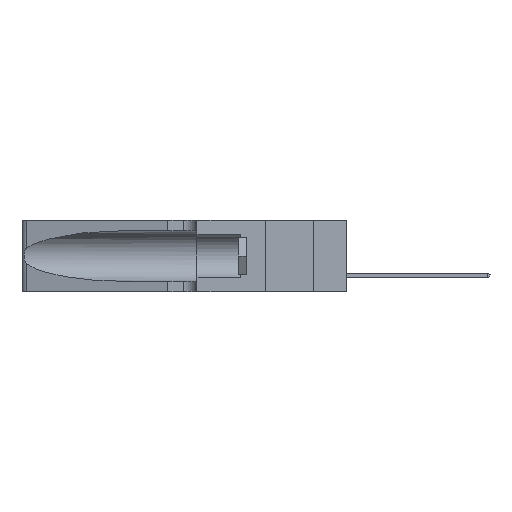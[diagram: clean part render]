
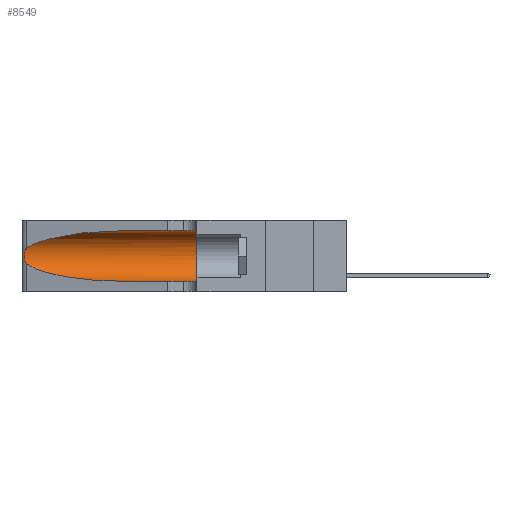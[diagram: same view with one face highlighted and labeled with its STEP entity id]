
A CAD part, left-side view. The second image highlights one B-rep face of the part: STEP entity #8549.
In plain terms, the highlighted cylindrical face has radius 3.308 mm (diameter 6.617 mm), a partial arc.
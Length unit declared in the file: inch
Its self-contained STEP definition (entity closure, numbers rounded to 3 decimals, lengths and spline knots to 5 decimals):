
#344 = CARTESIAN_POINT ( 'NONE',  ( 0.1305, 0.35, 0.31525 ) ) ;
#459 = CARTESIAN_POINT ( 'NONE',  ( 0.1305, 0.72297, 0.31525 ) ) ;
#827 = CARTESIAN_POINT ( 'NONE',  ( 0.25555, 1.22993, 0.14849 ) ) ;
#1038 = EDGE_CURVE ( 'NONE', #30402, #11278, #18301, .T. ) ;
#1259 = CARTESIAN_POINT ( 'NONE',  ( 0.2373, 1.15595, 0.08982 ) ) ;
#1607 = CARTESIAN_POINT ( 'NONE',  ( 0.1305, 0.35, 0.05475 ) ) ;
#1753 = CARTESIAN_POINT ( 'NONE',  ( 0.25487, 1.22718, 0.14631 ) ) ;
#2122 = EDGE_CURVE ( 'NONE', #16233, #30402, #30066, .T. ) ;
#2389 = LINE ( 'NONE', #29916, #18299 ) ;
#4423 = FACE_OUTER_BOUND ( 'NONE', #9710, .T. ) ;
#4487 =( BOUNDED_CURVE ( )  B_SPLINE_CURVE ( 3, ( #459, #26248, #4954, #16961 ),
 .UNSPECIFIED., .F., .F. ) 
 B_SPLINE_CURVE_WITH_KNOTS ( ( 4, 4 ),
 ( 1.5708, 2.84003 ),
 .UNSPECIFIED. ) 
 CURVE ( )  GEOMETRIC_REPRESENTATION_ITEM ( )  RATIONAL_B_SPLINE_CURVE ( ( 1., 0.87, 0.87, 1. ) ) 
 REPRESENTATION_ITEM ( '' )  );
#4954 = CARTESIAN_POINT ( 'NONE',  ( 0.2373, 1.15595, 0.28018 ) ) ;
#5046 = CARTESIAN_POINT ( 'NONE',  ( 0.1305, 0.35, 0.185 ) ) ;
#5490 = B_SPLINE_CURVE_WITH_KNOTS ( 'NONE', 3,
 ( #26739, #28824, #17026, #16921, #12391, #24035, #26424, #17120, #12597, #29141, #14956, #7618, #827, #28931 ),
 .UNSPECIFIED., .F., .F.,
 ( 4, 2, 2, 2, 2, 2, 4 ),
 ( 0., 0.00027, 0.00053, 0.00107, 0.0016, 0.00187, 0.00214 ),
 .UNSPECIFIED. ) ;
#6106 = EDGE_CURVE ( 'NONE', #16233, #6731, #4487, .T. ) ;
#6722 = EDGE_CURVE ( 'NONE', #6731, #16567, #5490, .T. ) ;
#6731 = VERTEX_POINT ( 'NONE', #21669 ) ;
#7018 = CYLINDRICAL_SURFACE ( 'NONE', #7398, 0.13025 ) ;
#7398 = AXIS2_PLACEMENT_3D ( 'NONE', #19023, #18922, #9727 ) ;
#7488 = ORIENTED_EDGE ( 'NONE', *, *, #13005, .T. ) ;
#7618 = CARTESIAN_POINT ( 'NONE',  ( 0.25639, 1.23186, 0.15144 ) ) ;
#8549 = ADVANCED_FACE ( 'NONE', ( #4423 ), #7018, .F. ) ;
#9710 = EDGE_LOOP ( 'NONE', ( #20549, #18840, #27348, #7488, #16188, #13281 ) ) ;
#9727 = DIRECTION ( 'NONE',  ( 0., 0., -1. ) ) ;
#10951 =( BOUNDED_CURVE ( )  B_SPLINE_CURVE ( 3, ( #26890, #1259, #29488, #12848 ),
 .UNSPECIFIED., .F., .F. ) 
 B_SPLINE_CURVE_WITH_KNOTS ( ( 4, 4 ),
 ( 3.44316, 4.71239 ),
 .UNSPECIFIED. ) 
 CURVE ( )  GEOMETRIC_REPRESENTATION_ITEM ( )  RATIONAL_B_SPLINE_CURVE ( ( 1., 0.87, 0.87, 1. ) ) 
 REPRESENTATION_ITEM ( '' )  );
#11258 = DIRECTION ( 'NONE',  ( 0., 0., 1. ) ) ;
#11278 = VERTEX_POINT ( 'NONE', #1607 ) ;
#11379 = DIRECTION ( 'NONE',  ( 0., -1., 0. ) ) ;
#12186 = CARTESIAN_POINT ( 'NONE',  ( 0.1305, 1.61858, 0.31525 ) ) ;
#12391 = CARTESIAN_POINT ( 'NONE',  ( 0.25854, 1.2359, 0.20912 ) ) ;
#12597 = CARTESIAN_POINT ( 'NONE',  ( 0.26017, 1.23833, 0.17102 ) ) ;
#12848 = CARTESIAN_POINT ( 'NONE',  ( 0.1305, 0.72297, 0.05475 ) ) ;
#13005 = EDGE_CURVE ( 'NONE', #24709, #11278, #2389, .T. ) ;
#13281 = ORIENTED_EDGE ( 'NONE', *, *, #2122, .F. ) ;
#13449 = CARTESIAN_POINT ( 'NONE',  ( 0.1305, 0.72297, 0.05475 ) ) ;
#14548 = DIRECTION ( 'NONE',  ( 0., -1., 0. ) ) ;
#14956 = CARTESIAN_POINT ( 'NONE',  ( 0.25789, 1.23486, 0.15765 ) ) ;
#16188 = ORIENTED_EDGE ( 'NONE', *, *, #1038, .F. ) ;
#16233 = VERTEX_POINT ( 'NONE', #21275 ) ;
#16567 = VERTEX_POINT ( 'NONE', #1753 ) ;
#16921 = CARTESIAN_POINT ( 'NONE',  ( 0.25787, 1.23484, 0.2124 ) ) ;
#16961 = CARTESIAN_POINT ( 'NONE',  ( 0.25487, 1.22718, 0.22369 ) ) ;
#17026 = CARTESIAN_POINT ( 'NONE',  ( 0.25639, 1.23184, 0.21858 ) ) ;
#17120 = CARTESIAN_POINT ( 'NONE',  ( 0.26075, 1.23896, 0.178 ) ) ;
#18299 = VECTOR ( 'NONE', #11379, 39.37008 ) ;
#18301 = CIRCLE ( 'NONE', #22522, 0.13025 ) ;
#18840 = ORIENTED_EDGE ( 'NONE', *, *, #6722, .T. ) ;
#18922 = DIRECTION ( 'NONE',  ( 0., -1., 0. ) ) ;
#19023 = CARTESIAN_POINT ( 'NONE',  ( 0.1305, 1.61858, 0.185 ) ) ;
#20033 = VECTOR ( 'NONE', #14548, 39.37008 ) ;
#20549 = ORIENTED_EDGE ( 'NONE', *, *, #6106, .T. ) ;
#21275 = CARTESIAN_POINT ( 'NONE',  ( 0.1305, 0.72297, 0.31525 ) ) ;
#21669 = CARTESIAN_POINT ( 'NONE',  ( 0.25487, 1.22718, 0.22369 ) ) ;
#22522 = AXIS2_PLACEMENT_3D ( 'NONE', #5046, #25423, #11258 ) ;
#24035 = CARTESIAN_POINT ( 'NONE',  ( 0.26018, 1.23835, 0.19895 ) ) ;
#24637 = EDGE_CURVE ( 'NONE', #16567, #24709, #10951, .T. ) ;
#24709 = VERTEX_POINT ( 'NONE', #13449 ) ;
#25423 = DIRECTION ( 'NONE',  ( 0., 1., 0. ) ) ;
#26248 = CARTESIAN_POINT ( 'NONE',  ( 0.18966, 0.96281, 0.31525 ) ) ;
#26424 = CARTESIAN_POINT ( 'NONE',  ( 0.26075, 1.23896, 0.19203 ) ) ;
#26739 = CARTESIAN_POINT ( 'NONE',  ( 0.25487, 1.22718, 0.22369 ) ) ;
#26890 = CARTESIAN_POINT ( 'NONE',  ( 0.25487, 1.22718, 0.14631 ) ) ;
#27348 = ORIENTED_EDGE ( 'NONE', *, *, #24637, .T. ) ;
#28824 = CARTESIAN_POINT ( 'NONE',  ( 0.25555, 1.22994, 0.2215 ) ) ;
#28931 = CARTESIAN_POINT ( 'NONE',  ( 0.25487, 1.22718, 0.14631 ) ) ;
#29141 = CARTESIAN_POINT ( 'NONE',  ( 0.25856, 1.23593, 0.16098 ) ) ;
#29488 = CARTESIAN_POINT ( 'NONE',  ( 0.18966, 0.96281, 0.05475 ) ) ;
#29916 = CARTESIAN_POINT ( 'NONE',  ( 0.1305, 1.61858, 0.05475 ) ) ;
#30066 = LINE ( 'NONE', #12186, #20033 ) ;
#30402 = VERTEX_POINT ( 'NONE', #344 ) ;
